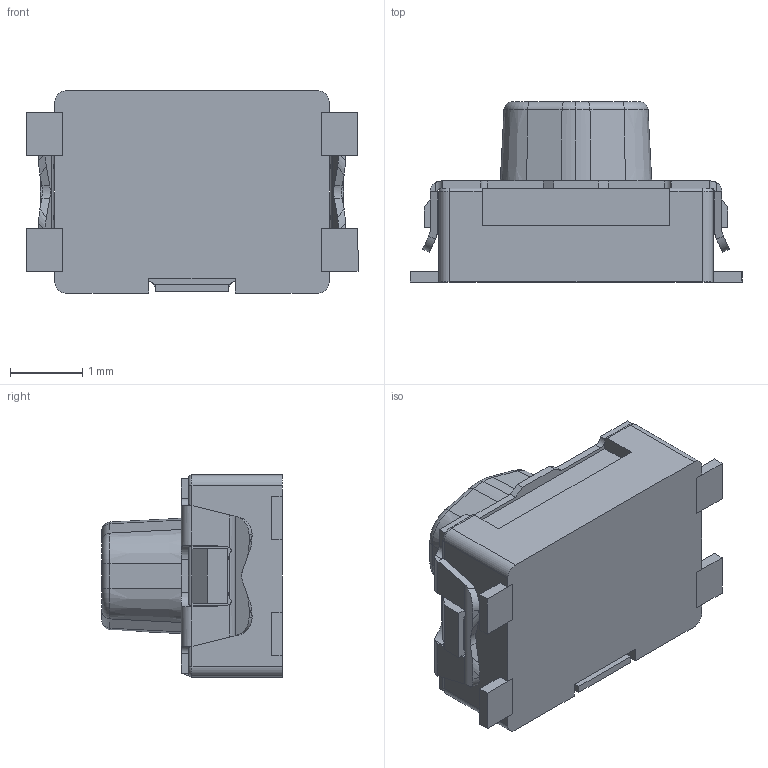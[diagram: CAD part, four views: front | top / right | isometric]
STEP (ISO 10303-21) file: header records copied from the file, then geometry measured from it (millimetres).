
FILE_DESCRIPTION (( 'STEP AP214' ), '1' );
FILE_NAME ('KMR421GULCLFS.STEP', '2018-12-23T05:30:19', ( '' ), ( '' ), 'SwSTEP 2.0', 'SolidWorks 2017', '' );
FILE_SCHEMA (( 'AUTOMOTIVE_DESIGN' ));
Length unit declared in the file: millimetre
Products named in the file (1): KMR421GULCLFS
Bounding box: 4.6 x 2.5 x 2.8 mm (x, y, z)
Volume: 17.6 mm3; surface area: 74 mm2
Topology: 8 solids, 8 shells, 241 faces, 651 edges, 423 vertices
Faces by surface type: plane 155, cylinder 68, torus 11, cone 7
Entity records: 7888 total; most frequent: CARTESIAN_POINT 1820, ORIENTED_EDGE 1302, DIRECTION 1179, EDGE_CURVE 651, LINE 443, VECTOR 443, VERTEX_POINT 423, AXIS2_PLACEMENT_3D 368
